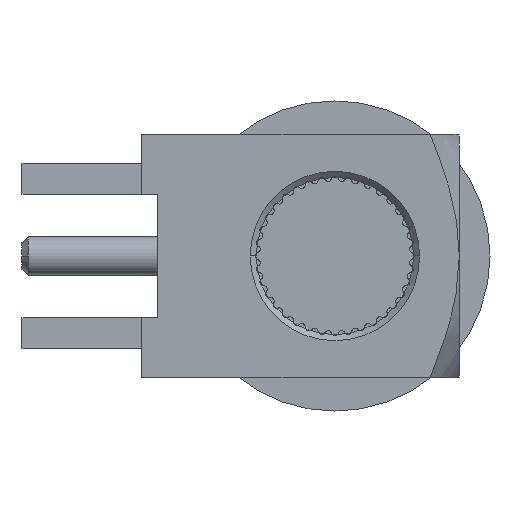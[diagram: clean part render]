
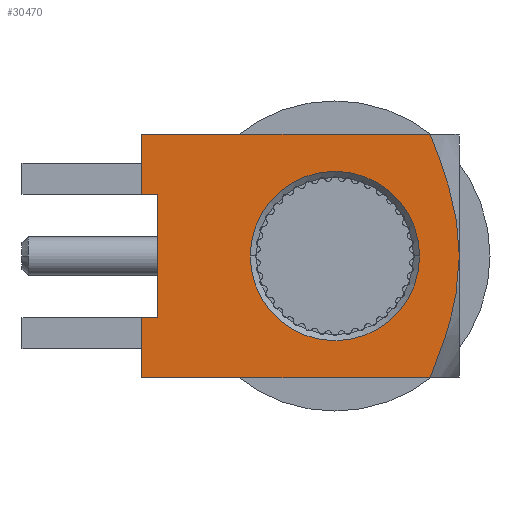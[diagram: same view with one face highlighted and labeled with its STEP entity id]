
A CAD part, left-side view. The second image highlights one B-rep face of the part: STEP entity #30470.
In plain terms, the highlighted planar face has unit normal (-1, 0, 0).
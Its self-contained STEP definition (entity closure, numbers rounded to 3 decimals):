
#159 = EDGE_CURVE ( 'NONE', #16656, #16530, #17448, .T. ) ;
#624 = VECTOR ( 'NONE', #22935, 1000. ) ;
#982 = CARTESIAN_POINT ( 'NONE',  ( -6.2, 8.07, -2.03 ) ) ;
#1112 = PLANE ( 'NONE',  #9548 ) ;
#1302 = CARTESIAN_POINT ( 'NONE',  ( -6.2, -4.09, -0.697 ) ) ;
#1702 = VERTEX_POINT ( 'NONE', #18812 ) ;
#2154 = ORIENTED_EDGE ( 'NONE', *, *, #19695, .T. ) ;
#2431 = ORIENTED_EDGE ( 'NONE', *, *, #3291, .F. ) ;
#2671 = CARTESIAN_POINT ( 'NONE',  ( -6.2, -3.98, 1.383 ) ) ;
#3291 = EDGE_CURVE ( 'NONE', #5342, #1702, #22611, .T. ) ;
#3718 = VECTOR ( 'NONE', #5352, 1000. ) ;
#3721 = CARTESIAN_POINT ( 'NONE',  ( -6.2, 6.35, 4. ) ) ;
#3742 = CARTESIAN_POINT ( 'NONE',  ( -6.2, 6.35, 0. ) ) ;
#3941 = CARTESIAN_POINT ( 'NONE',  ( -6.2, -4.09, 0. ) ) ;
#3959 = VECTOR ( 'NONE', #20395, 1000. ) ;
#5042 = VECTOR ( 'NONE', #9135, 1000. ) ;
#5166 = EDGE_LOOP ( 'NONE', ( #19683, #2154 ) ) ;
#5342 = VERTEX_POINT ( 'NONE', #14013 ) ;
#5352 = DIRECTION ( 'NONE',  ( 0., 1., 0. ) ) ;
#5413 = CARTESIAN_POINT ( 'NONE',  ( -6.2, -4.09, 0. ) ) ;
#5998 = ORIENTED_EDGE ( 'NONE', *, *, #21717, .F. ) ;
#6938 = CARTESIAN_POINT ( 'NONE',  ( -6.2, 0., 0. ) ) ;
#7076 = CIRCLE ( 'NONE', #18423, 2.785 ) ;
#7545 = VECTOR ( 'NONE', #12735, 1000. ) ;
#7806 = FACE_BOUND ( 'NONE', #5166, .T. ) ;
#8316 = EDGE_CURVE ( 'NONE', #1702, #12303, #19398, .T. ) ;
#9135 = DIRECTION ( 'NONE',  ( 0., -1., 0. ) ) ;
#9359 = CARTESIAN_POINT ( 'NONE',  ( -6.2, 0., 0. ) ) ;
#9495 = CARTESIAN_POINT ( 'NONE',  ( -6.2, -4.194, -4. ) ) ;
#9548 = AXIS2_PLACEMENT_3D ( 'NONE', #9495, #12265, #31449 ) ;
#9566 = CARTESIAN_POINT ( 'NONE',  ( -6.2, -3.632, -2.705 ) ) ;
#9671 = DIRECTION ( 'NONE',  ( 0., -1., 0. ) ) ;
#10128 = LINE ( 'NONE', #10966, #32012 ) ;
#10558 = EDGE_CURVE ( 'NONE', #5342, #18743, #25851, .T. ) ;
#10699 = DIRECTION ( 'NONE',  ( 0., 0., -1. ) ) ;
#10966 = CARTESIAN_POINT ( 'NONE',  ( -6.2, 1.078, -4. ) ) ;
#12137 = DIRECTION ( 'NONE',  ( 0., -1., 0. ) ) ;
#12265 = DIRECTION ( 'NONE',  ( -1., 0., 0. ) ) ;
#12303 = VERTEX_POINT ( 'NONE', #19414 ) ;
#12341 = CARTESIAN_POINT ( 'NONE',  ( -6.2, -3.133, -4. ) ) ;
#12735 = DIRECTION ( 'NONE',  ( 0., 0., -1. ) ) ;
#13724 = ORIENTED_EDGE ( 'NONE', *, *, #15508, .T. ) ;
#14013 = CARTESIAN_POINT ( 'NONE',  ( -6.2, -3.133, 4. ) ) ;
#14504 = CARTESIAN_POINT ( 'NONE',  ( -6.2, 6.35, 2.03 ) ) ;
#15508 = EDGE_CURVE ( 'NONE', #28880, #12303, #10128, .T. ) ;
#15794 = EDGE_CURVE ( 'NONE', #23940, #28880, #23021, .T. ) ;
#16347 = CARTESIAN_POINT ( 'NONE',  ( -6.2, -3.133, 4. ) ) ;
#16530 = VERTEX_POINT ( 'NONE', #14504 ) ;
#16656 = VERTEX_POINT ( 'NONE', #17622 ) ;
#17448 = LINE ( 'NONE', #24553, #3718 ) ;
#17622 = CARTESIAN_POINT ( 'NONE',  ( -6.2, 5.85, 2.03 ) ) ;
#18423 = AXIS2_PLACEMENT_3D ( 'NONE', #9359, #28560, #12137 ) ;
#18743 = VERTEX_POINT ( 'NONE', #3721 ) ;
#18779 = CIRCLE ( 'NONE', #21408, 2.785 ) ;
#18812 = CARTESIAN_POINT ( 'NONE',  ( -6.2, -4.09, 0. ) ) ;
#19105 = CARTESIAN_POINT ( 'NONE',  ( -6.2, -3.631, 2.709 ) ) ;
#19107 = EDGE_CURVE ( 'NONE', #18743, #16530, #29811, .T. ) ;
#19165 = EDGE_CURVE ( 'NONE', #20836, #34192, #7076, .T. ) ;
#19258 = CARTESIAN_POINT ( 'NONE',  ( -6.2, 6.35, -4. ) ) ;
#19398 = B_SPLINE_CURVE_WITH_KNOTS ( 'NONE', 3,
 ( #3941, #1302, #26004, #9566, #28767, #12341 ),
 .UNSPECIFIED., .F., .F.,
 ( 4, 2, 4 ),
 ( 0., 0.002, 0.004 ),
 .UNSPECIFIED. ) ;
#19414 = CARTESIAN_POINT ( 'NONE',  ( -6.2, -3.133, -4. ) ) ;
#19683 = ORIENTED_EDGE ( 'NONE', *, *, #19165, .T. ) ;
#19695 = EDGE_CURVE ( 'NONE', #34192, #20836, #18779, .T. ) ;
#20395 = DIRECTION ( 'NONE',  ( 0., 1., 0. ) ) ;
#20836 = VERTEX_POINT ( 'NONE', #31183 ) ;
#21408 = AXIS2_PLACEMENT_3D ( 'NONE', #6938, #26112, #9671 ) ;
#21612 = LINE ( 'NONE', #27129, #22462 ) ;
#21717 = EDGE_CURVE ( 'NONE', #23940, #29340, #34214, .T. ) ;
#21753 = CARTESIAN_POINT ( 'NONE',  ( -6.2, 2.785, 0. ) ) ;
#21853 = CARTESIAN_POINT ( 'NONE',  ( -6.2, -4.09, 0.705 ) ) ;
#22437 = ORIENTED_EDGE ( 'NONE', *, *, #159, .F. ) ;
#22462 = VECTOR ( 'NONE', #10699, 1000. ) ;
#22611 = B_SPLINE_CURVE_WITH_KNOTS ( 'NONE', 3,
 ( #16347, #35512, #19105, #2671, #21853, #5413 ),
 .UNSPECIFIED., .F., .F.,
 ( 4, 2, 4 ),
 ( 0., 0.002, 0.004 ),
 .UNSPECIFIED. ) ;
#22935 = DIRECTION ( 'NONE',  ( 0., 0., -1. ) ) ;
#23021 = LINE ( 'NONE', #31914, #7545 ) ;
#23380 = ORIENTED_EDGE ( 'NONE', *, *, #8316, .F. ) ;
#23940 = VERTEX_POINT ( 'NONE', #35034 ) ;
#24011 = ORIENTED_EDGE ( 'NONE', *, *, #15794, .T. ) ;
#24553 = CARTESIAN_POINT ( 'NONE',  ( -6.2, 8.07, 2.03 ) ) ;
#25217 = ORIENTED_EDGE ( 'NONE', *, *, #10558, .T. ) ;
#25851 = LINE ( 'NONE', #31307, #3959 ) ;
#26004 = CARTESIAN_POINT ( 'NONE',  ( -6.2, -3.982, -1.374 ) ) ;
#26112 = DIRECTION ( 'NONE',  ( 1., 0., 0. ) ) ;
#27129 = CARTESIAN_POINT ( 'NONE',  ( -6.2, 5.85, 0. ) ) ;
#28116 = EDGE_CURVE ( 'NONE', #16656, #29340, #21612, .T. ) ;
#28560 = DIRECTION ( 'NONE',  ( 1., 0., 0. ) ) ;
#28767 = CARTESIAN_POINT ( 'NONE',  ( -6.2, -3.395, -3.359 ) ) ;
#28880 = VERTEX_POINT ( 'NONE', #19258 ) ;
#29306 = ORIENTED_EDGE ( 'NONE', *, *, #28116, .T. ) ;
#29340 = VERTEX_POINT ( 'NONE', #33961 ) ;
#29811 = LINE ( 'NONE', #3742, #624 ) ;
#30164 = DIRECTION ( 'NONE',  ( 0., -1., 0. ) ) ;
#30470 = ADVANCED_FACE ( 'NONE', ( #34395, #7806 ), #1112, .T. ) ;
#31183 = CARTESIAN_POINT ( 'NONE',  ( -6.2, -2.785, 0. ) ) ;
#31269 = EDGE_LOOP ( 'NONE', ( #23380, #2431, #25217, #32711, #22437, #29306, #5998, #24011, #13724 ) ) ;
#31307 = CARTESIAN_POINT ( 'NONE',  ( -6.2, 1.078, 4. ) ) ;
#31449 = DIRECTION ( 'NONE',  ( 0., 0., 1. ) ) ;
#31914 = CARTESIAN_POINT ( 'NONE',  ( -6.2, 6.35, 0. ) ) ;
#32012 = VECTOR ( 'NONE', #30164, 1000. ) ;
#32711 = ORIENTED_EDGE ( 'NONE', *, *, #19107, .T. ) ;
#33961 = CARTESIAN_POINT ( 'NONE',  ( -6.2, 5.85, -2.03 ) ) ;
#34192 = VERTEX_POINT ( 'NONE', #21753 ) ;
#34214 = LINE ( 'NONE', #982, #5042 ) ;
#34395 = FACE_OUTER_BOUND ( 'NONE', #31269, .T. ) ;
#35034 = CARTESIAN_POINT ( 'NONE',  ( -6.2, 6.35, -2.03 ) ) ;
#35512 = CARTESIAN_POINT ( 'NONE',  ( -6.2, -3.396, 3.358 ) ) ;
